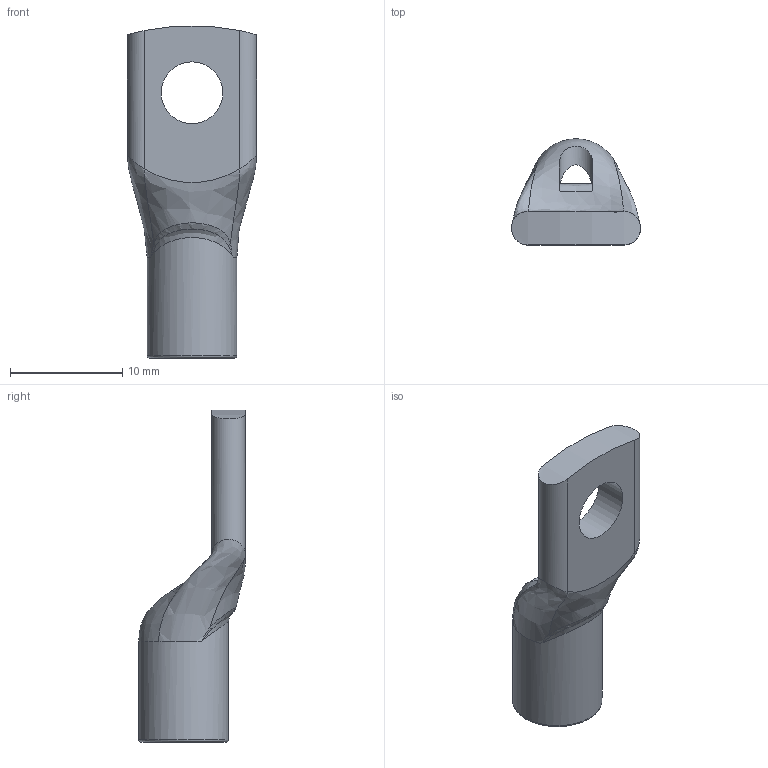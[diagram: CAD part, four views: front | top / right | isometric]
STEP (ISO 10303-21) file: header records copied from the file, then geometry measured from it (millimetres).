
FILE_DESCRIPTION((''),'2;1');
FILE_NAME('PK10-5.stp','2016-02-12T07:49:00',(''),(''),'Autodesk Inventor 2010','Autodesk Inventor 2010','');
FILE_SCHEMA(('AUTOMOTIVE_DESIGN { 1 0 10303 214 1 1 1 1 }'));
Length unit declared in the file: millimetre
Products named in the file (1): PK10-5
Bounding box: 11.5 x 9.5 x 29.59 mm (x, y, z)
Volume: 880.7 mm3; surface area: 1079.4 mm2
Topology: 1 solids, 1 shells, 152 faces, 421 edges, 280 vertices
Faces by surface type: plane 75, bspline 39, cylinder 36, torus 1, cone 1
Full cylindrical faces by diameter (mm): 5 x1, 5.5 x1, 8 x1
Entity records: 5981 total; most frequent: CARTESIAN_POINT 2308, ORIENTED_EDGE 826, DIRECTION 630, EDGE_CURVE 413, VERTEX_POINT 279, VECTOR 238, LINE 238, AXIS2_PLACEMENT_3D 196
